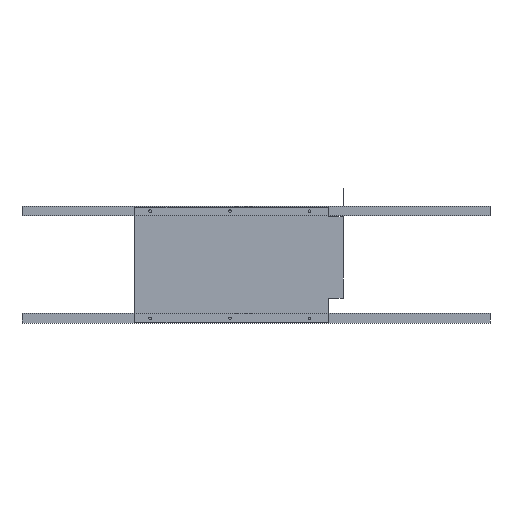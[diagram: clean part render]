
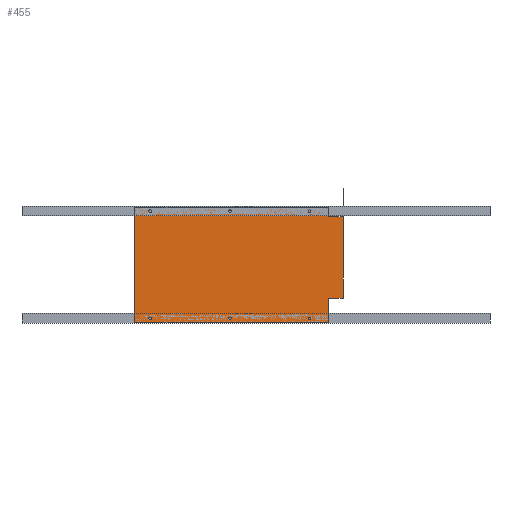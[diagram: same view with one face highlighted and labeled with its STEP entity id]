
A CAD part, top view. The second image highlights one B-rep face of the part: STEP entity #455.
In plain terms, the highlighted planar face has unit normal (0, 0, 1).
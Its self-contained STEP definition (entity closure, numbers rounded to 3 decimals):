
#249=AXIS2_PLACEMENT_3D('Circle Axis2P3D',#247,#248,$) ;
#275=AXIS2_PLACEMENT_3D('Circle Axis2P3D',#273,#274,$) ;
#293=AXIS2_PLACEMENT_3D('Plane Axis2P3D',#290,#291,#292) ;
#363=AXIS2_PLACEMENT_3D('Circle Axis2P3D',#361,#362,$) ;
#372=AXIS2_PLACEMENT_3D('Circle Axis2P3D',#370,#371,$) ;
#385=AXIS2_PLACEMENT_3D('Circle Axis2P3D',#383,#384,$) ;
#394=AXIS2_PLACEMENT_3D('Circle Axis2P3D',#392,#393,$) ;
#403=AXIS2_PLACEMENT_3D('Circle Axis2P3D',#401,#402,$) ;
#412=AXIS2_PLACEMENT_3D('Circle Axis2P3D',#410,#411,$) ;
#421=AXIS2_PLACEMENT_3D('Circle Axis2P3D',#419,#420,$) ;
#430=AXIS2_PLACEMENT_3D('Circle Axis2P3D',#428,#429,$) ;
#439=AXIS2_PLACEMENT_3D('Circle Axis2P3D',#437,#438,$) ;
#448=AXIS2_PLACEMENT_3D('Circle Axis2P3D',#446,#447,$) ;
#242=CARTESIAN_POINT('Vertex',(101.9,-139.7,661.034)) ;
#247=CARTESIAN_POINT('Axis2P3D Location',(105.4,-139.7,661.034)) ;
#251=CARTESIAN_POINT('Vertex',(108.9,-139.7,661.034)) ;
#273=CARTESIAN_POINT('Axis2P3D Location',(105.4,-139.7,661.034)) ;
#290=CARTESIAN_POINT('Axis2P3D Location',(0.,0.,661.034)) ;
#295=CARTESIAN_POINT('Line Origine',(65.4,0.,661.034)) ;
#299=CARTESIAN_POINT('Vertex',(65.4,149.86,661.034)) ;
#301=CARTESIAN_POINT('Vertex',(65.4,-149.86,661.034)) ;
#304=CARTESIAN_POINT('Line Origine',(317.95,-149.86,661.034)) ;
#308=CARTESIAN_POINT('Vertex',(570.5,-149.86,661.034)) ;
#311=CARTESIAN_POINT('Line Origine',(570.5,-118.38,661.034)) ;
#315=CARTESIAN_POINT('Vertex',(570.5,-86.9,661.034)) ;
#318=CARTESIAN_POINT('Line Origine',(589.205,-86.9,661.034)) ;
#322=CARTESIAN_POINT('Vertex',(607.91,-86.9,661.034)) ;
#325=CARTESIAN_POINT('Line Origine',(607.91,19.05,661.034)) ;
#329=CARTESIAN_POINT('Vertex',(607.91,125.,661.034)) ;
#332=CARTESIAN_POINT('Line Origine',(589.205,125.,661.034)) ;
#336=CARTESIAN_POINT('Vertex',(570.5,125.,661.034)) ;
#339=CARTESIAN_POINT('Line Origine',(570.5,137.43,661.034)) ;
#343=CARTESIAN_POINT('Vertex',(570.5,149.86,661.034)) ;
#346=CARTESIAN_POINT('Line Origine',(317.95,149.86,661.034)) ;
#361=CARTESIAN_POINT('Axis2P3D Location',(520.5,139.7,661.034)) ;
#365=CARTESIAN_POINT('Vertex',(517.,139.7,661.034)) ;
#367=CARTESIAN_POINT('Vertex',(524.,139.7,661.034)) ;
#370=CARTESIAN_POINT('Axis2P3D Location',(520.5,139.7,661.034)) ;
#383=CARTESIAN_POINT('Axis2P3D Location',(105.4,139.7,661.034)) ;
#387=CARTESIAN_POINT('Vertex',(101.9,139.7,661.034)) ;
#389=CARTESIAN_POINT('Vertex',(108.9,139.7,661.034)) ;
#392=CARTESIAN_POINT('Axis2P3D Location',(105.4,139.7,661.034)) ;
#401=CARTESIAN_POINT('Axis2P3D Location',(312.95,139.7,661.034)) ;
#405=CARTESIAN_POINT('Vertex',(309.45,139.7,661.034)) ;
#407=CARTESIAN_POINT('Vertex',(316.45,139.7,661.034)) ;
#410=CARTESIAN_POINT('Axis2P3D Location',(312.95,139.7,661.034)) ;
#419=CARTESIAN_POINT('Axis2P3D Location',(312.95,-139.7,661.034)) ;
#423=CARTESIAN_POINT('Vertex',(309.45,-139.7,661.034)) ;
#425=CARTESIAN_POINT('Vertex',(316.45,-139.7,661.034)) ;
#428=CARTESIAN_POINT('Axis2P3D Location',(312.95,-139.7,661.034)) ;
#437=CARTESIAN_POINT('Axis2P3D Location',(520.5,-139.7,661.034)) ;
#441=CARTESIAN_POINT('Vertex',(517.,-139.7,661.034)) ;
#443=CARTESIAN_POINT('Vertex',(524.,-139.7,661.034)) ;
#446=CARTESIAN_POINT('Axis2P3D Location',(520.5,-139.7,661.034)) ;
#248=DIRECTION('Axis2P3D Direction',(0.,0.,1.)) ;
#274=DIRECTION('Axis2P3D Direction',(0.,0.,1.)) ;
#291=DIRECTION('Axis2P3D Direction',(0.,0.,1.)) ;
#292=DIRECTION('Axis2P3D XDirection',(1.,0.,0.)) ;
#296=DIRECTION('Vector Direction',(0.,-1.,0.)) ;
#305=DIRECTION('Vector Direction',(-1.,0.,0.)) ;
#312=DIRECTION('Vector Direction',(0.,1.,0.)) ;
#319=DIRECTION('Vector Direction',(1.,0.,0.)) ;
#326=DIRECTION('Vector Direction',(0.,1.,0.)) ;
#333=DIRECTION('Vector Direction',(-1.,0.,0.)) ;
#340=DIRECTION('Vector Direction',(0.,1.,0.)) ;
#347=DIRECTION('Vector Direction',(1.,0.,0.)) ;
#362=DIRECTION('Axis2P3D Direction',(0.,0.,1.)) ;
#371=DIRECTION('Axis2P3D Direction',(0.,0.,1.)) ;
#384=DIRECTION('Axis2P3D Direction',(0.,0.,1.)) ;
#393=DIRECTION('Axis2P3D Direction',(0.,0.,1.)) ;
#402=DIRECTION('Axis2P3D Direction',(0.,0.,1.)) ;
#411=DIRECTION('Axis2P3D Direction',(0.,0.,1.)) ;
#420=DIRECTION('Axis2P3D Direction',(0.,0.,1.)) ;
#429=DIRECTION('Axis2P3D Direction',(0.,0.,1.)) ;
#438=DIRECTION('Axis2P3D Direction',(0.,0.,1.)) ;
#447=DIRECTION('Axis2P3D Direction',(0.,0.,1.)) ;
#297=VECTOR('Line Direction',#296,1.) ;
#306=VECTOR('Line Direction',#305,1.) ;
#313=VECTOR('Line Direction',#312,1.) ;
#320=VECTOR('Line Direction',#319,1.) ;
#327=VECTOR('Line Direction',#326,1.) ;
#334=VECTOR('Line Direction',#333,1.) ;
#341=VECTOR('Line Direction',#340,1.) ;
#348=VECTOR('Line Direction',#347,1.) ;
#352=ORIENTED_EDGE('',*,*,#303,.T.) ;
#353=ORIENTED_EDGE('',*,*,#310,.T.) ;
#354=ORIENTED_EDGE('',*,*,#317,.T.) ;
#355=ORIENTED_EDGE('',*,*,#324,.T.) ;
#356=ORIENTED_EDGE('',*,*,#331,.T.) ;
#357=ORIENTED_EDGE('',*,*,#338,.T.) ;
#358=ORIENTED_EDGE('',*,*,#345,.T.) ;
#359=ORIENTED_EDGE('',*,*,#350,.T.) ;
#376=ORIENTED_EDGE('',*,*,#369,.F.) ;
#377=ORIENTED_EDGE('',*,*,#374,.F.) ;
#380=ORIENTED_EDGE('',*,*,#277,.F.) ;
#381=ORIENTED_EDGE('',*,*,#253,.F.) ;
#398=ORIENTED_EDGE('',*,*,#391,.F.) ;
#399=ORIENTED_EDGE('',*,*,#396,.F.) ;
#416=ORIENTED_EDGE('',*,*,#409,.F.) ;
#417=ORIENTED_EDGE('',*,*,#414,.F.) ;
#434=ORIENTED_EDGE('',*,*,#427,.F.) ;
#435=ORIENTED_EDGE('',*,*,#432,.F.) ;
#452=ORIENTED_EDGE('',*,*,#445,.F.) ;
#453=ORIENTED_EDGE('',*,*,#450,.F.) ;
#378=FACE_BOUND('',#375,.T.) ;
#382=FACE_BOUND('',#379,.T.) ;
#400=FACE_BOUND('',#397,.T.) ;
#418=FACE_BOUND('',#415,.T.) ;
#436=FACE_BOUND('',#433,.T.) ;
#454=FACE_BOUND('',#451,.T.) ;
#455=ADVANCED_FACE('PartBody',(#360,#378,#382,#400,#418,#436,#454),#294,.T.) ;
#250=CIRCLE('generated circle',#249,3.5) ;
#276=CIRCLE('generated circle',#275,3.5) ;
#364=CIRCLE('generated circle',#363,3.5) ;
#373=CIRCLE('generated circle',#372,3.5) ;
#386=CIRCLE('generated circle',#385,3.5) ;
#395=CIRCLE('generated circle',#394,3.5) ;
#404=CIRCLE('generated circle',#403,3.5) ;
#413=CIRCLE('generated circle',#412,3.5) ;
#422=CIRCLE('generated circle',#421,3.5) ;
#431=CIRCLE('generated circle',#430,3.5) ;
#440=CIRCLE('generated circle',#439,3.5) ;
#449=CIRCLE('generated circle',#448,3.5) ;
#253=EDGE_CURVE('',#243,#252,#250,.T.) ;
#277=EDGE_CURVE('',#252,#243,#276,.T.) ;
#303=EDGE_CURVE('',#300,#302,#298,.T.) ;
#310=EDGE_CURVE('',#302,#309,#307,.F.) ;
#317=EDGE_CURVE('',#309,#316,#314,.T.) ;
#324=EDGE_CURVE('',#316,#323,#321,.T.) ;
#331=EDGE_CURVE('',#323,#330,#328,.T.) ;
#338=EDGE_CURVE('',#330,#337,#335,.T.) ;
#345=EDGE_CURVE('',#337,#344,#342,.T.) ;
#350=EDGE_CURVE('',#344,#300,#349,.F.) ;
#369=EDGE_CURVE('',#366,#368,#364,.T.) ;
#374=EDGE_CURVE('',#368,#366,#373,.T.) ;
#391=EDGE_CURVE('',#388,#390,#386,.T.) ;
#396=EDGE_CURVE('',#390,#388,#395,.T.) ;
#409=EDGE_CURVE('',#406,#408,#404,.T.) ;
#414=EDGE_CURVE('',#408,#406,#413,.T.) ;
#427=EDGE_CURVE('',#424,#426,#422,.T.) ;
#432=EDGE_CURVE('',#426,#424,#431,.T.) ;
#445=EDGE_CURVE('',#442,#444,#440,.T.) ;
#450=EDGE_CURVE('',#444,#442,#449,.T.) ;
#351=EDGE_LOOP('',(#352,#353,#354,#355,#356,#357,#358,#359)) ;
#375=EDGE_LOOP('',(#376,#377)) ;
#379=EDGE_LOOP('',(#380,#381)) ;
#397=EDGE_LOOP('',(#398,#399)) ;
#415=EDGE_LOOP('',(#416,#417)) ;
#433=EDGE_LOOP('',(#434,#435)) ;
#451=EDGE_LOOP('',(#452,#453)) ;
#360=FACE_OUTER_BOUND('',#351,.T.) ;
#298=LINE('Line',#295,#297) ;
#307=LINE('Line',#304,#306) ;
#314=LINE('Line',#311,#313) ;
#321=LINE('Line',#318,#320) ;
#328=LINE('Line',#325,#327) ;
#335=LINE('Line',#332,#334) ;
#342=LINE('Line',#339,#341) ;
#349=LINE('Line',#346,#348) ;
#294=PLANE('',#293) ;
#243=VERTEX_POINT('',#242) ;
#252=VERTEX_POINT('',#251) ;
#300=VERTEX_POINT('',#299) ;
#302=VERTEX_POINT('',#301) ;
#309=VERTEX_POINT('',#308) ;
#316=VERTEX_POINT('',#315) ;
#323=VERTEX_POINT('',#322) ;
#330=VERTEX_POINT('',#329) ;
#337=VERTEX_POINT('',#336) ;
#344=VERTEX_POINT('',#343) ;
#366=VERTEX_POINT('',#365) ;
#368=VERTEX_POINT('',#367) ;
#388=VERTEX_POINT('',#387) ;
#390=VERTEX_POINT('',#389) ;
#406=VERTEX_POINT('',#405) ;
#408=VERTEX_POINT('',#407) ;
#424=VERTEX_POINT('',#423) ;
#426=VERTEX_POINT('',#425) ;
#442=VERTEX_POINT('',#441) ;
#444=VERTEX_POINT('',#443) ;
